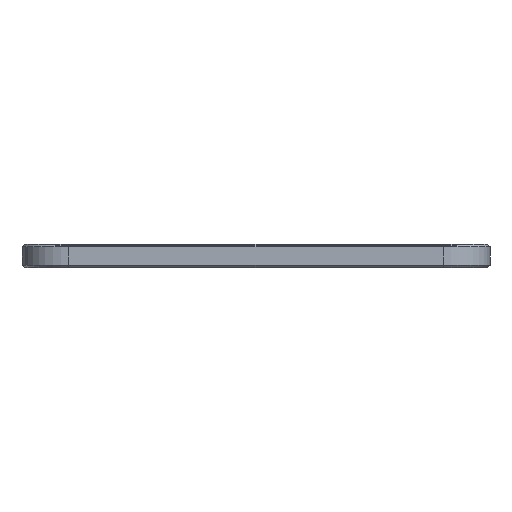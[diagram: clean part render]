
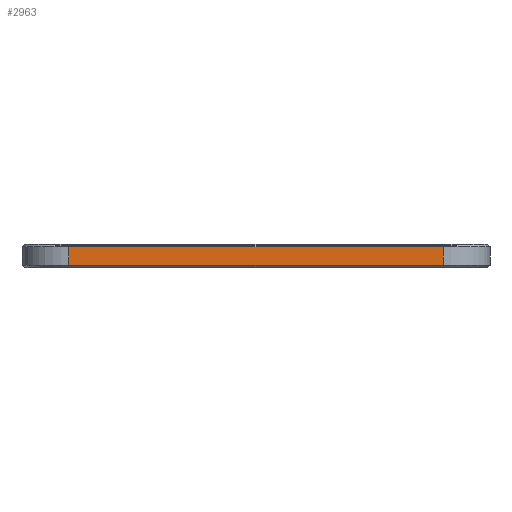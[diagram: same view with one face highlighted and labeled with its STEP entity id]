
A CAD part, front view. The second image highlights one B-rep face of the part: STEP entity #2963.
In plain terms, the highlighted planar face has unit normal (0, -1, 0).
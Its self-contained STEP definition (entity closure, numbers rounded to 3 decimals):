
#158 = PLANE('',#159);
#159 = AXIS2_PLACEMENT_3D('',#160,#161,#162);
#160 = CARTESIAN_POINT('',(0.,-6.1,0.15));
#161 = DIRECTION('',(0.,-0.707,-0.707));
#162 = DIRECTION('',(-1.,-0.,-0.));
#1158 = VERTEX_POINT('',#1159);
#1159 = CARTESIAN_POINT('',(50.,-6.25,0.3));
#1195 = CYLINDRICAL_SURFACE('',#1196,6.25);
#1196 = AXIS2_PLACEMENT_3D('',#1197,#1198,#1199);
#1197 = CARTESIAN_POINT('',(50.,0.,0.));
#1198 = DIRECTION('',(-0.,-0.,-1.));
#1199 = DIRECTION('',(1.,0.,0.));
#1267 = VERTEX_POINT('',#1268);
#1268 = CARTESIAN_POINT('',(0.,-6.25,0.3));
#1289 = EDGE_CURVE('',#1267,#1158,#1290,.T.);
#1290 = SURFACE_CURVE('',#1291,(#1295,#1302),.PCURVE_S1.);
#1291 = LINE('',#1292,#1293);
#1292 = CARTESIAN_POINT('',(0.,-6.25,0.3));
#1293 = VECTOR('',#1294,1.);
#1294 = DIRECTION('',(1.,0.,0.));
#1295 = PCURVE('',#158,#1296);
#1296 = DEFINITIONAL_REPRESENTATION('',(#1297),#1301);
#1297 = LINE('',#1298,#1299);
#1298 = CARTESIAN_POINT('',(-0.,-0.212));
#1299 = VECTOR('',#1300,1.);
#1300 = DIRECTION('',(-1.,0.));
#1301 = ( GEOMETRIC_REPRESENTATION_CONTEXT(2) 
PARAMETRIC_REPRESENTATION_CONTEXT() REPRESENTATION_CONTEXT('2D SPACE',''
  ) );
#1302 = PCURVE('',#1303,#1308);
#1303 = PLANE('',#1304);
#1304 = AXIS2_PLACEMENT_3D('',#1305,#1306,#1307);
#1305 = CARTESIAN_POINT('',(0.,-6.25,0.));
#1306 = DIRECTION('',(0.,1.,0.));
#1307 = DIRECTION('',(1.,0.,0.));
#1308 = DEFINITIONAL_REPRESENTATION('',(#1309),#1313);
#1309 = LINE('',#1310,#1311);
#1310 = CARTESIAN_POINT('',(0.,-0.3));
#1311 = VECTOR('',#1312,1.);
#1312 = DIRECTION('',(1.,0.));
#1313 = ( GEOMETRIC_REPRESENTATION_CONTEXT(2) 
PARAMETRIC_REPRESENTATION_CONTEXT() REPRESENTATION_CONTEXT('2D SPACE',''
  ) );
#1336 = CYLINDRICAL_SURFACE('',#1337,6.25);
#1337 = AXIS2_PLACEMENT_3D('',#1338,#1339,#1340);
#1338 = CARTESIAN_POINT('',(0.,0.,0.));
#1339 = DIRECTION('',(-0.,-0.,-1.));
#1340 = DIRECTION('',(1.,0.,0.));
#2858 = EDGE_CURVE('',#1158,#2859,#2861,.T.);
#2859 = VERTEX_POINT('',#2860);
#2860 = CARTESIAN_POINT('',(50.,-6.25,2.825));
#2861 = SURFACE_CURVE('',#2862,(#2866,#2873),.PCURVE_S1.);
#2862 = LINE('',#2863,#2864);
#2863 = CARTESIAN_POINT('',(50.,-6.25,0.));
#2864 = VECTOR('',#2865,1.);
#2865 = DIRECTION('',(0.,0.,1.));
#2866 = PCURVE('',#1195,#2867);
#2867 = DEFINITIONAL_REPRESENTATION('',(#2868),#2872);
#2868 = LINE('',#2869,#2870);
#2869 = CARTESIAN_POINT('',(-4.712,0.));
#2870 = VECTOR('',#2871,1.);
#2871 = DIRECTION('',(-0.,-1.));
#2872 = ( GEOMETRIC_REPRESENTATION_CONTEXT(2) 
PARAMETRIC_REPRESENTATION_CONTEXT() REPRESENTATION_CONTEXT('2D SPACE',''
  ) );
#2873 = PCURVE('',#1303,#2874);
#2874 = DEFINITIONAL_REPRESENTATION('',(#2875),#2879);
#2875 = LINE('',#2876,#2877);
#2876 = CARTESIAN_POINT('',(50.,0.));
#2877 = VECTOR('',#2878,1.);
#2878 = DIRECTION('',(0.,-1.));
#2879 = ( GEOMETRIC_REPRESENTATION_CONTEXT(2) 
PARAMETRIC_REPRESENTATION_CONTEXT() REPRESENTATION_CONTEXT('2D SPACE',''
  ) );
#2963 = ADVANCED_FACE('',(#2964),#1303,.F.);
#2964 = FACE_BOUND('',#2965,.F.);
#2965 = EDGE_LOOP('',(#2966,#2989,#3015,#3016));
#2966 = ORIENTED_EDGE('',*,*,#2967,.T.);
#2967 = EDGE_CURVE('',#1267,#2968,#2970,.T.);
#2968 = VERTEX_POINT('',#2969);
#2969 = CARTESIAN_POINT('',(0.,-6.25,2.825));
#2970 = SURFACE_CURVE('',#2971,(#2975,#2982),.PCURVE_S1.);
#2971 = LINE('',#2972,#2973);
#2972 = CARTESIAN_POINT('',(0.,-6.25,0.));
#2973 = VECTOR('',#2974,1.);
#2974 = DIRECTION('',(0.,0.,1.));
#2975 = PCURVE('',#1303,#2976);
#2976 = DEFINITIONAL_REPRESENTATION('',(#2977),#2981);
#2977 = LINE('',#2978,#2979);
#2978 = CARTESIAN_POINT('',(0.,0.));
#2979 = VECTOR('',#2980,1.);
#2980 = DIRECTION('',(0.,-1.));
#2981 = ( GEOMETRIC_REPRESENTATION_CONTEXT(2) 
PARAMETRIC_REPRESENTATION_CONTEXT() REPRESENTATION_CONTEXT('2D SPACE',''
  ) );
#2982 = PCURVE('',#1336,#2983);
#2983 = DEFINITIONAL_REPRESENTATION('',(#2984),#2988);
#2984 = LINE('',#2985,#2986);
#2985 = CARTESIAN_POINT('',(-4.712,0.));
#2986 = VECTOR('',#2987,1.);
#2987 = DIRECTION('',(-0.,-1.));
#2988 = ( GEOMETRIC_REPRESENTATION_CONTEXT(2) 
PARAMETRIC_REPRESENTATION_CONTEXT() REPRESENTATION_CONTEXT('2D SPACE',''
  ) );
#2989 = ORIENTED_EDGE('',*,*,#2990,.T.);
#2990 = EDGE_CURVE('',#2968,#2859,#2991,.T.);
#2991 = SURFACE_CURVE('',#2992,(#2996,#3003),.PCURVE_S1.);
#2992 = LINE('',#2993,#2994);
#2993 = CARTESIAN_POINT('',(0.,-6.25,2.825));
#2994 = VECTOR('',#2995,1.);
#2995 = DIRECTION('',(1.,0.,0.));
#2996 = PCURVE('',#1303,#2997);
#2997 = DEFINITIONAL_REPRESENTATION('',(#2998),#3002);
#2998 = LINE('',#2999,#3000);
#2999 = CARTESIAN_POINT('',(0.,-2.825));
#3000 = VECTOR('',#3001,1.);
#3001 = DIRECTION('',(1.,0.));
#3002 = ( GEOMETRIC_REPRESENTATION_CONTEXT(2) 
PARAMETRIC_REPRESENTATION_CONTEXT() REPRESENTATION_CONTEXT('2D SPACE',''
  ) );
#3003 = PCURVE('',#3004,#3009);
#3004 = PLANE('',#3005);
#3005 = AXIS2_PLACEMENT_3D('',#3006,#3007,#3008);
#3006 = CARTESIAN_POINT('',(0.,-6.1,2.975));
#3007 = DIRECTION('',(0.,0.707,-0.707));
#3008 = DIRECTION('',(-1.,-0.,-0.));
#3009 = DEFINITIONAL_REPRESENTATION('',(#3010),#3014);
#3010 = LINE('',#3011,#3012);
#3011 = CARTESIAN_POINT('',(-0.,-0.212));
#3012 = VECTOR('',#3013,1.);
#3013 = DIRECTION('',(-1.,0.));
#3014 = ( GEOMETRIC_REPRESENTATION_CONTEXT(2) 
PARAMETRIC_REPRESENTATION_CONTEXT() REPRESENTATION_CONTEXT('2D SPACE',''
  ) );
#3015 = ORIENTED_EDGE('',*,*,#2858,.F.);
#3016 = ORIENTED_EDGE('',*,*,#1289,.F.);
